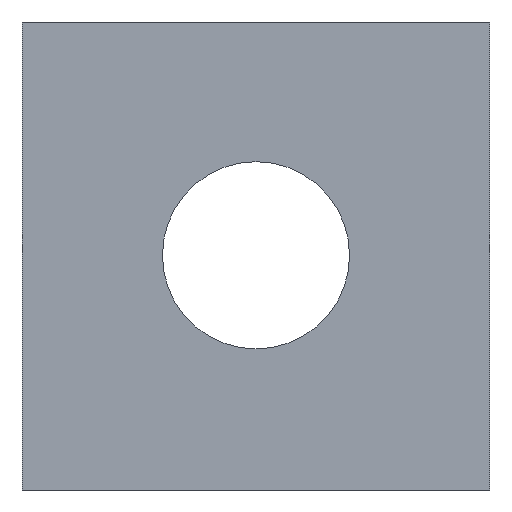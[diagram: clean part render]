
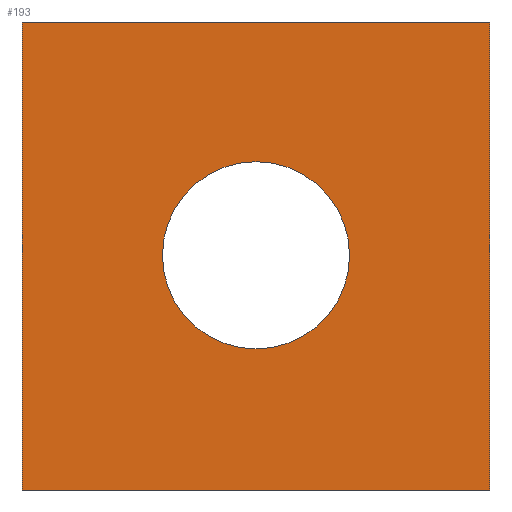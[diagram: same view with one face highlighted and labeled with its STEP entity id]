
A CAD part, front view. The second image highlights one B-rep face of the part: STEP entity #193.
In plain terms, the highlighted planar face has unit normal (0, -1, 0).
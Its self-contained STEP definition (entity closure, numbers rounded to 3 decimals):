
#3 = VECTOR ( 'NONE', #371, 1000. ) ;
#22 = VERTEX_POINT ( 'NONE', #481 ) ;
#28 = EDGE_LOOP ( 'NONE', ( #336, #182, #408, #416 ) ) ;
#29 = EDGE_LOOP ( 'NONE', ( #116, #67 ) ) ;
#51 = FACE_BOUND ( 'NONE', #29, .T. ) ;
#53 = VERTEX_POINT ( 'NONE', #392 ) ;
#58 = LINE ( 'NONE', #163, #460 ) ;
#67 = ORIENTED_EDGE ( 'NONE', *, *, #209, .T. ) ;
#72 = EDGE_CURVE ( 'NONE', #261, #305, #189, .T. ) ;
#92 = CARTESIAN_POINT ( 'NONE',  ( -2.5, 0., -2.5 ) ) ;
#114 = AXIS2_PLACEMENT_3D ( 'NONE', #249, #475, #210 ) ;
#116 = ORIENTED_EDGE ( 'NONE', *, *, #72, .T. ) ;
#120 = DIRECTION ( 'NONE',  ( 0., 1., 0. ) ) ;
#131 = CARTESIAN_POINT ( 'NONE',  ( -2.5, 0., 2.5 ) ) ;
#163 = CARTESIAN_POINT ( 'NONE',  ( 2.5, 0., -2.5 ) ) ;
#164 = LINE ( 'NONE', #231, #3 ) ;
#167 = CARTESIAN_POINT ( 'NONE',  ( -2.5, 0., -2.5 ) ) ;
#182 = ORIENTED_EDGE ( 'NONE', *, *, #265, .F. ) ;
#183 = VERTEX_POINT ( 'NONE', #167 ) ;
#189 = CIRCLE ( 'NONE', #114, 1. ) ;
#192 = DIRECTION ( 'NONE',  ( 0., 0., -1. ) ) ;
#193 = ADVANCED_FACE ( 'NONE', ( #51, #282 ), #364, .F. ) ;
#195 = VECTOR ( 'NONE', #484, 1000. ) ;
#204 = DIRECTION ( 'NONE',  ( 0., 1., 0. ) ) ;
#209 = EDGE_CURVE ( 'NONE', #305, #261, #453, .T. ) ;
#210 = DIRECTION ( 'NONE',  ( 0., 0., 1. ) ) ;
#231 = CARTESIAN_POINT ( 'NONE',  ( -2.5, 0., -2.5 ) ) ;
#249 = CARTESIAN_POINT ( 'NONE',  ( 0., 0., 0.007 ) ) ;
#261 = VERTEX_POINT ( 'NONE', #404 ) ;
#263 = EDGE_CURVE ( 'NONE', #22, #53, #58, .T. ) ;
#265 = EDGE_CURVE ( 'NONE', #53, #183, #164, .T. ) ;
#281 = EDGE_CURVE ( 'NONE', #183, #437, #445, .T. ) ;
#282 = FACE_OUTER_BOUND ( 'NONE', #28, .T. ) ;
#305 = VERTEX_POINT ( 'NONE', #457 ) ;
#309 = LINE ( 'NONE', #450, #195 ) ;
#336 = ORIENTED_EDGE ( 'NONE', *, *, #281, .F. ) ;
#345 = VECTOR ( 'NONE', #491, 1000. ) ;
#361 = DIRECTION ( 'NONE',  ( 0., 0., 1. ) ) ;
#364 = PLANE ( 'NONE',  #479 ) ;
#371 = DIRECTION ( 'NONE',  ( -1., 0., 0. ) ) ;
#378 = EDGE_CURVE ( 'NONE', #437, #22, #309, .T. ) ;
#384 = AXIS2_PLACEMENT_3D ( 'NONE', #468, #204, #434 ) ;
#392 = CARTESIAN_POINT ( 'NONE',  ( 2.5, 0., -2.5 ) ) ;
#397 = CARTESIAN_POINT ( 'NONE',  ( 0., 0., 0. ) ) ;
#404 = CARTESIAN_POINT ( 'NONE',  ( 0., 0., 1.007 ) ) ;
#408 = ORIENTED_EDGE ( 'NONE', *, *, #263, .F. ) ;
#416 = ORIENTED_EDGE ( 'NONE', *, *, #378, .F. ) ;
#434 = DIRECTION ( 'NONE',  ( 0., 0., 1. ) ) ;
#437 = VERTEX_POINT ( 'NONE', #131 ) ;
#445 = LINE ( 'NONE', #92, #345 ) ;
#450 = CARTESIAN_POINT ( 'NONE',  ( -2.5, 0., 2.5 ) ) ;
#453 = CIRCLE ( 'NONE', #384, 1. ) ;
#457 = CARTESIAN_POINT ( 'NONE',  ( 0., 0., -0.993 ) ) ;
#460 = VECTOR ( 'NONE', #192, 1000. ) ;
#468 = CARTESIAN_POINT ( 'NONE',  ( 0., 0., 0.007 ) ) ;
#475 = DIRECTION ( 'NONE',  ( 0., 1., 0. ) ) ;
#479 = AXIS2_PLACEMENT_3D ( 'NONE', #397, #120, #361 ) ;
#481 = CARTESIAN_POINT ( 'NONE',  ( 2.5, 0., 2.5 ) ) ;
#484 = DIRECTION ( 'NONE',  ( 1., 0., 0. ) ) ;
#491 = DIRECTION ( 'NONE',  ( 0., 0., 1. ) ) ;
